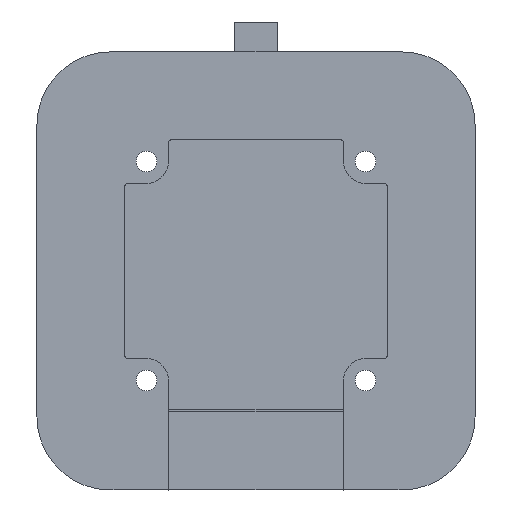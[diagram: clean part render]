
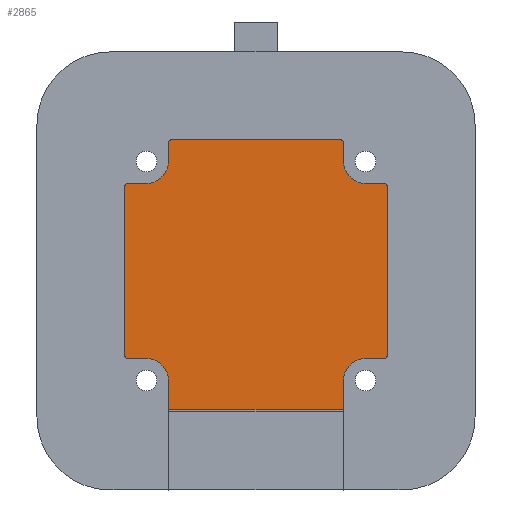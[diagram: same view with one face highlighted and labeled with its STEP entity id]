
A CAD part, front view. The second image highlights one B-rep face of the part: STEP entity #2865.
In plain terms, the highlighted planar face has unit normal (0, -1, 0).
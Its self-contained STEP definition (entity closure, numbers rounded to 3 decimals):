
#73=FACE_BOUND('',#496,.T.);
#74=FACE_BOUND('',#497,.T.);
#75=FACE_BOUND('',#498,.T.);
#76=FACE_BOUND('',#499,.T.);
#114=CIRCLE('',#3025,2.);
#122=CIRCLE('',#3036,2.);
#123=CIRCLE('',#3039,2.);
#124=CIRCLE('',#3042,2.);
#125=CIRCLE('',#3048,1.4);
#126=CIRCLE('',#3050,1.4);
#127=CIRCLE('',#3052,1.4);
#128=CIRCLE('',#3054,1.4);
#333=FACE_OUTER_BOUND('',#495,.T.);
#495=EDGE_LOOP('',(#2107,#2108,#2109,#2110,#2111,#2112,#2113,#2114));
#496=EDGE_LOOP('',(#2115));
#497=EDGE_LOOP('',(#2116));
#498=EDGE_LOOP('',(#2117));
#499=EDGE_LOOP('',(#2118));
#698=LINE('',#4255,#988);
#708=LINE('',#4291,#998);
#711=LINE('',#4299,#1001);
#721=LINE('',#4329,#1011);
#988=VECTOR('',#3398,10.);
#998=VECTOR('',#3430,10.);
#1001=VECTOR('',#3439,10.);
#1011=VECTOR('',#3479,10.);
#1263=VERTEX_POINT('',#4245);
#1264=VERTEX_POINT('',#4247);
#1266=VERTEX_POINT('',#4253);
#1280=VERTEX_POINT('',#4285);
#1281=VERTEX_POINT('',#4289);
#1282=VERTEX_POINT('',#4293);
#1283=VERTEX_POINT('',#4297);
#1284=VERTEX_POINT('',#4301);
#1285=VERTEX_POINT('',#4313);
#1286=VERTEX_POINT('',#4317);
#1287=VERTEX_POINT('',#4321);
#1288=VERTEX_POINT('',#4325);
#1558=EDGE_CURVE('',#1263,#1264,#114,.T.);
#1562=EDGE_CURVE('',#1263,#1266,#698,.T.);
#1578=EDGE_CURVE('',#1280,#1266,#122,.T.);
#1580=EDGE_CURVE('',#1280,#1281,#708,.T.);
#1582=EDGE_CURVE('',#1282,#1281,#123,.T.);
#1584=EDGE_CURVE('',#1282,#1283,#711,.T.);
#1586=EDGE_CURVE('',#1284,#1283,#124,.T.);
#1592=EDGE_CURVE('',#1285,#1285,#125,.T.);
#1594=EDGE_CURVE('',#1286,#1286,#126,.T.);
#1596=EDGE_CURVE('',#1287,#1287,#127,.T.);
#1598=EDGE_CURVE('',#1288,#1288,#128,.T.);
#1599=EDGE_CURVE('',#1284,#1264,#721,.T.);
#2107=ORIENTED_EDGE('',*,*,#1558,.F.);
#2108=ORIENTED_EDGE('',*,*,#1562,.T.);
#2109=ORIENTED_EDGE('',*,*,#1578,.F.);
#2110=ORIENTED_EDGE('',*,*,#1580,.T.);
#2111=ORIENTED_EDGE('',*,*,#1582,.F.);
#2112=ORIENTED_EDGE('',*,*,#1584,.T.);
#2113=ORIENTED_EDGE('',*,*,#1586,.F.);
#2114=ORIENTED_EDGE('',*,*,#1599,.T.);
#2115=ORIENTED_EDGE('',*,*,#1598,.F.);
#2116=ORIENTED_EDGE('',*,*,#1596,.F.);
#2117=ORIENTED_EDGE('',*,*,#1594,.F.);
#2118=ORIENTED_EDGE('',*,*,#1592,.F.);
#2766=PLANE('',#3056);
#2865=ADVANCED_FACE('',(#333,#73,#74,#75,#76),#2766,.F.);
#3025=AXIS2_PLACEMENT_3D('',#4248,#3391,#3392);
#3036=AXIS2_PLACEMENT_3D('',#4287,#3425,#3426);
#3039=AXIS2_PLACEMENT_3D('',#4295,#3434,#3435);
#3042=AXIS2_PLACEMENT_3D('',#4303,#3443,#3444);
#3048=AXIS2_PLACEMENT_3D('',#4315,#3460,#3461);
#3050=AXIS2_PLACEMENT_3D('',#4319,#3465,#3466);
#3052=AXIS2_PLACEMENT_3D('',#4323,#3470,#3471);
#3054=AXIS2_PLACEMENT_3D('',#4327,#3475,#3476);
#3056=AXIS2_PLACEMENT_3D('',#4330,#3480,#3481);
#3391=DIRECTION('center_axis',(0.,1.,0.));
#3392=DIRECTION('ref_axis',(-0.707,0.,-0.707));
#3398=DIRECTION('',(1.,0.,0.));
#3425=DIRECTION('center_axis',(0.,1.,0.));
#3426=DIRECTION('ref_axis',(0.707,0.,-0.707));
#3430=DIRECTION('',(0.,0.,1.));
#3434=DIRECTION('center_axis',(0.,1.,0.));
#3435=DIRECTION('ref_axis',(0.707,0.,0.707));
#3439=DIRECTION('',(-1.,0.,0.));
#3443=DIRECTION('center_axis',(0.,1.,0.));
#3444=DIRECTION('ref_axis',(-0.707,0.,0.707));
#3460=DIRECTION('center_axis',(0.,-1.,0.));
#3461=DIRECTION('ref_axis',(1.,0.,0.));
#3465=DIRECTION('center_axis',(0.,-1.,0.));
#3466=DIRECTION('ref_axis',(1.,0.,0.));
#3470=DIRECTION('center_axis',(0.,-1.,0.));
#3471=DIRECTION('ref_axis',(1.,0.,0.));
#3475=DIRECTION('center_axis',(0.,-1.,0.));
#3476=DIRECTION('ref_axis',(1.,0.,0.));
#3479=DIRECTION('',(0.,0.,-1.));
#3480=DIRECTION('center_axis',(0.,1.,0.));
#3481=DIRECTION('ref_axis',(1.,0.,0.));
#4245=CARTESIAN_POINT('',(-17.,0.,-19.));
#4247=CARTESIAN_POINT('',(-19.,0.,-17.));
#4248=CARTESIAN_POINT('Origin',(-17.,0.,-17.));
#4253=CARTESIAN_POINT('',(17.,0.,-19.));
#4255=CARTESIAN_POINT('',(-19.,0.,-19.));
#4285=CARTESIAN_POINT('',(19.,0.,-17.));
#4287=CARTESIAN_POINT('Origin',(17.,0.,-17.));
#4289=CARTESIAN_POINT('',(19.,0.,17.));
#4291=CARTESIAN_POINT('',(19.,0.,-19.));
#4293=CARTESIAN_POINT('',(17.,0.,19.));
#4295=CARTESIAN_POINT('Origin',(17.,0.,17.));
#4297=CARTESIAN_POINT('',(-17.,0.,19.));
#4299=CARTESIAN_POINT('',(19.,0.,19.));
#4301=CARTESIAN_POINT('',(-19.,0.,17.));
#4303=CARTESIAN_POINT('Origin',(-17.,0.,17.));
#4313=CARTESIAN_POINT('',(-16.4,0.,15.));
#4315=CARTESIAN_POINT('Origin',(-15.,0.,15.));
#4317=CARTESIAN_POINT('',(13.6,0.,-15.));
#4319=CARTESIAN_POINT('Origin',(15.,0.,-15.));
#4321=CARTESIAN_POINT('',(-16.4,0.,-15.));
#4323=CARTESIAN_POINT('Origin',(-15.,0.,-15.));
#4325=CARTESIAN_POINT('',(13.6,0.,15.));
#4327=CARTESIAN_POINT('Origin',(15.,0.,15.));
#4329=CARTESIAN_POINT('',(-19.,0.,19.));
#4330=CARTESIAN_POINT('Origin',(0.,0.,0.));
